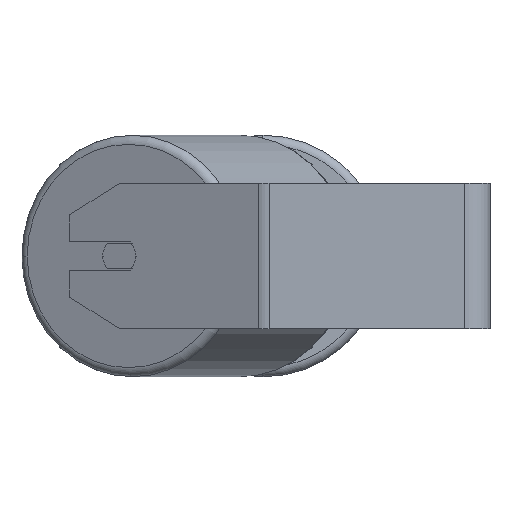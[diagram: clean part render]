
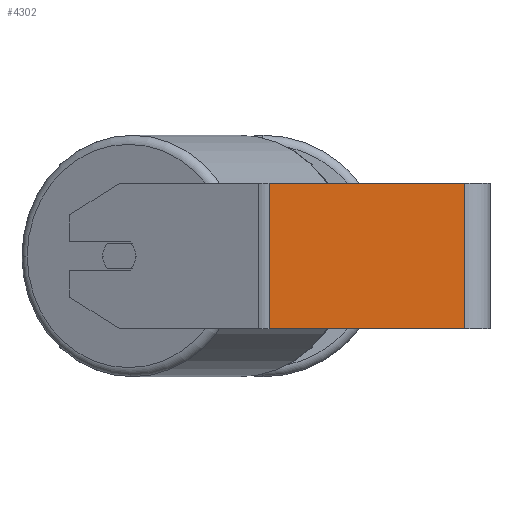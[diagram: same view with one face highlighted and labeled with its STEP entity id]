
A CAD part, left-side view. The second image highlights one B-rep face of the part: STEP entity #4302.
In plain terms, the highlighted planar face has unit normal (-1, 0, 0).
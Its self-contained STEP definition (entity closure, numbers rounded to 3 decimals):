
#316 = VECTOR ( 'NONE', #1145, 1000. ) ;
#350 = LINE ( 'NONE', #6944, #3984 ) ;
#421 = EDGE_CURVE ( 'NONE', #6740, #4574, #3927, .T. ) ;
#769 = DIRECTION ( 'NONE',  ( 1., 0., 0. ) ) ;
#1145 = DIRECTION ( 'NONE',  ( 0., 0., -1. ) ) ;
#1493 = ORIENTED_EDGE ( 'NONE', *, *, #4196, .F. ) ;
#1527 = CARTESIAN_POINT ( 'NONE',  ( -295., 14., -40. ) ) ;
#1602 = VECTOR ( 'NONE', #7120, 1000. ) ;
#1769 = ORIENTED_EDGE ( 'NONE', *, *, #421, .T. ) ;
#2195 = FACE_OUTER_BOUND ( 'NONE', #5829, .T. ) ;
#2283 = AXIS2_PLACEMENT_3D ( 'NONE', #7209, #769, #6684 ) ;
#2840 = ORIENTED_EDGE ( 'NONE', *, *, #5526, .F. ) ;
#2915 = VECTOR ( 'NONE', #7156, 1000. ) ;
#3035 = CARTESIAN_POINT ( 'NONE',  ( -295., 14., 40. ) ) ;
#3471 = VERTEX_POINT ( 'NONE', #4679 ) ;
#3509 = CARTESIAN_POINT ( 'NONE',  ( -295., 121.601, -40. ) ) ;
#3561 = DIRECTION ( 'NONE',  ( 0., 0., -1. ) ) ;
#3927 = LINE ( 'NONE', #7231, #2915 ) ;
#3984 = VECTOR ( 'NONE', #3561, 1000. ) ;
#4196 = EDGE_CURVE ( 'NONE', #3471, #8140, #5833, .T. ) ;
#4302 = ADVANCED_FACE ( 'NONE', ( #2195 ), #7971, .F. ) ;
#4574 = VERTEX_POINT ( 'NONE', #1527 ) ;
#4679 = CARTESIAN_POINT ( 'NONE',  ( -295., 121.601, 40. ) ) ;
#5202 = CARTESIAN_POINT ( 'NONE',  ( -295., 124.704, 40. ) ) ;
#5232 = LINE ( 'NONE', #7830, #316 ) ;
#5526 = EDGE_CURVE ( 'NONE', #8140, #4574, #350, .T. ) ;
#5829 = EDGE_LOOP ( 'NONE', ( #1769, #2840, #1493, #7507 ) ) ;
#5833 = LINE ( 'NONE', #5202, #1602 ) ;
#6656 = EDGE_CURVE ( 'NONE', #3471, #6740, #5232, .T. ) ;
#6684 = DIRECTION ( 'NONE',  ( 0., 0., -1. ) ) ;
#6740 = VERTEX_POINT ( 'NONE', #3509 ) ;
#6944 = CARTESIAN_POINT ( 'NONE',  ( -295., 14., 40. ) ) ;
#7120 = DIRECTION ( 'NONE',  ( 0., -1., 0. ) ) ;
#7156 = DIRECTION ( 'NONE',  ( 0., -1., 0. ) ) ;
#7209 = CARTESIAN_POINT ( 'NONE',  ( -295., 124.704, 40. ) ) ;
#7231 = CARTESIAN_POINT ( 'NONE',  ( -295., 124.704, -40. ) ) ;
#7507 = ORIENTED_EDGE ( 'NONE', *, *, #6656, .T. ) ;
#7830 = CARTESIAN_POINT ( 'NONE',  ( -295., 121.601, 40. ) ) ;
#7971 = PLANE ( 'NONE',  #2283 ) ;
#8140 = VERTEX_POINT ( 'NONE', #3035 ) ;
